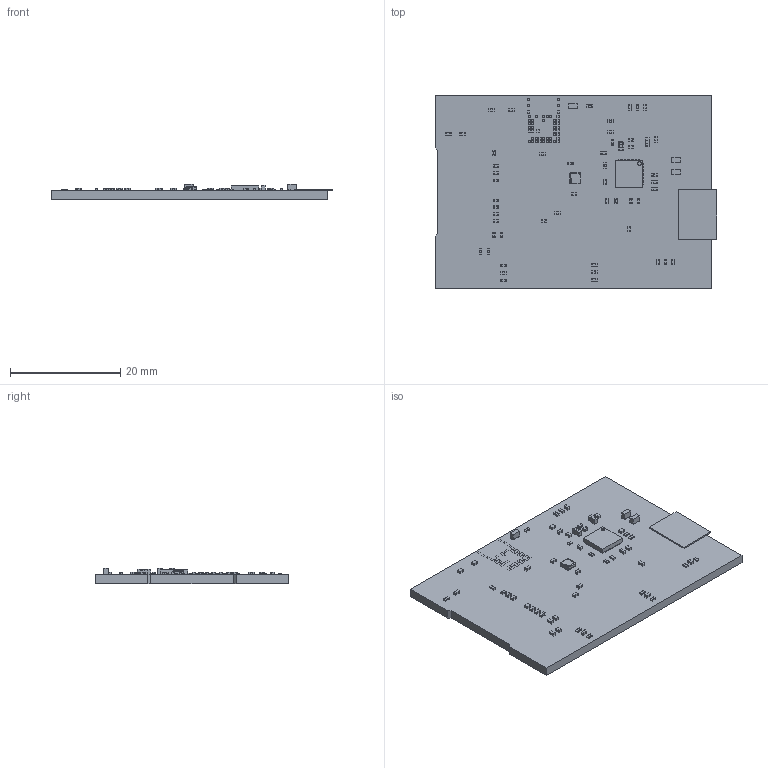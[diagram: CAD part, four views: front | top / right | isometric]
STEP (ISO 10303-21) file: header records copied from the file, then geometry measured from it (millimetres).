
FILE_DESCRIPTION(('Open CASCADE Model'),'2;1');
FILE_NAME('Open CASCADE Shape Model','2024-04-15T03:36:55',('Author'),( 'Open CASCADE'),'Open CASCADE STEP processor 7.5','Open CASCADE 7.5' ,'Unknown');
FILE_SCHEMA(('AUTOMOTIVE_DESIGN { 1 0 10303 214 1 1 1 1 }'));
Length unit declared in the file: millimetre
Products named in the file (88): PCB; Board; Open CASCADE STEP translator 7.5 1.1.1; R3; User Library-res0402-1; R8; R6; R1; R2; C10; User Library-cap_0402; C9; C7; C4; IC1; 5987644320; Body; ThermalPin; PinsArrayLR; PinsArrayTB; C12; J1; 5861535392; Extruded; R9; R7; R4; C11; U1; IC_Bosch_Sensortec_BMA456_eec; 1; 2; 3; BOSCH logo; R5; R10; R16; R15; R14; R13 ...
Assembly tree (184 placements, depth 4):
  PCB
    Board
      Open CASCADE STEP translator 7.5 1.1.1
    R3
      User Library-res0402-1
    R8
      User Library-res0402-1
    R6
      User Library-res0402-1
    R1
      User Library-res0402-1
    R2
      User Library-res0402-1
    C10
      User Library-cap_0402
    C9
      User Library-cap_0402
    C7
      User Library-cap_0402
    C4
      User Library-cap_0402
    IC1
      5987644320
        Body
        ThermalPin
        PinsArrayLR
        PinsArrayTB
    C12
      User Library-cap_0402
    J1
      5861535392
        Extruded
    R9
      User Library-res0402-1
    R7
      User Library-res0402-1
    R4
      User Library-res0402-1
    C11
      User Library-cap_0402
    U1
      IC_Bosch_Sensortec_BMA456_eec
        1
        2
        3
        BOSCH logo
    R5
      User Library-res0402-1
    R10
      User Library-res0402-1
    R16
      User Library-res0402-1
    R15
      User Library-res0402-1
    R14
      User Library-res0402-1
    R13
      User Library-res0402-1
    R12
      User Library-res0402-1
Bounding box: 51.01 x 35 x 2.84 mm (x, y, z)
Volume: 2907.4 mm3; surface area: 4201 mm2
Topology: 173 solids, 173 shells, 3025 faces, 7016 edges, 4124 vertices
Faces by surface type: plane 1927, cylinder 742, sphere 268, bspline 72, torus 16
Full cylindrical faces by diameter (mm): 0.172 x1, 0.174 x1, 0.199 x1, 0.625 x1
Entity records: 21684 total; most frequent: CARTESIAN_POINT 4083, DIRECTION 2967, ORIENTED_EDGE 2836, EDGE_CURVE 1418, LINE 1147, VECTOR 1147, VERTEX_POINT 916, AXIS2_PLACEMENT_3D 910
